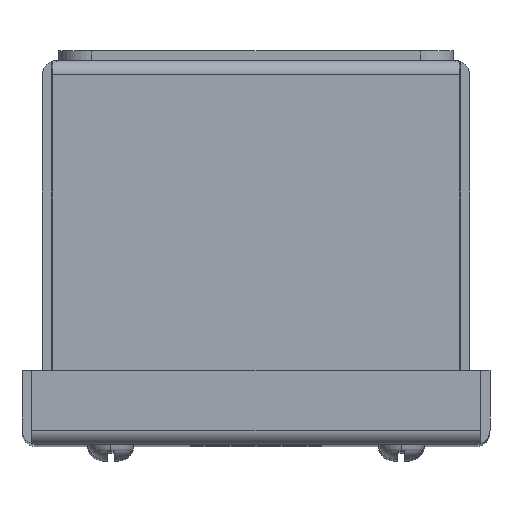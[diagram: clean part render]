
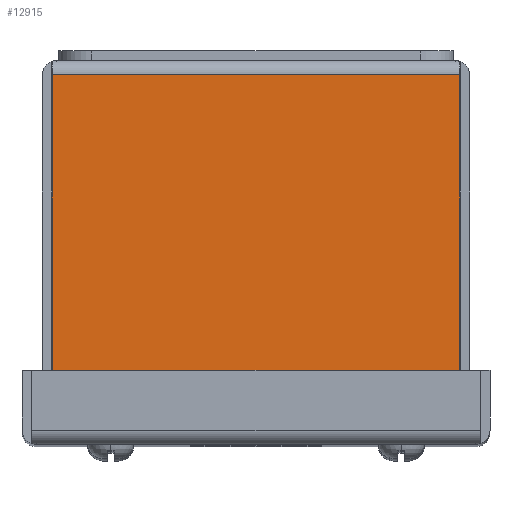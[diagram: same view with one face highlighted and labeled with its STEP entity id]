
A CAD part, top view. The second image highlights one B-rep face of the part: STEP entity #12915.
In plain terms, the highlighted planar face has unit normal (0, 0, 1).
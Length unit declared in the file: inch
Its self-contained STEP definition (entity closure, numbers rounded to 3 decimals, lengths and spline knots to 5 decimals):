
#225 = CARTESIAN_POINT ( 'NONE',  ( -1.55221, -0.108, 5.125 ) ) ;
#549 = ORIENTED_EDGE ( 'NONE', *, *, #2481, .F. ) ;
#858 = CARTESIAN_POINT ( 'NONE',  ( -1.55221, -2.642, 5.125 ) ) ;
#1318 = CARTESIAN_POINT ( 'NONE',  ( 10.781, 0., 5.125 ) ) ;
#1603 = ORIENTED_EDGE ( 'NONE', *, *, #9088, .T. ) ;
#2075 = CARTESIAN_POINT ( 'NONE',  ( 1.55221, -0.108, 5.125 ) ) ;
#2481 = EDGE_CURVE ( 'NONE', #9392, #5069, #7228, .T. ) ;
#2519 = EDGE_LOOP ( 'NONE', ( #10374, #11490, #549, #1603 ) ) ;
#3719 = DIRECTION ( 'NONE',  ( -1., 0., 0. ) ) ;
#3830 = DIRECTION ( 'NONE',  ( 0., -1., 0. ) ) ;
#4212 = LINE ( 'NONE', #5654, #8526 ) ;
#4577 = AXIS2_PLACEMENT_3D ( 'NONE', #1318, #5940, #9657 ) ;
#4842 = LINE ( 'NONE', #14578, #10922 ) ;
#5053 = PLANE ( 'NONE',  #4577 ) ;
#5069 = VERTEX_POINT ( 'NONE', #2075 ) ;
#5654 = CARTESIAN_POINT ( 'NONE',  ( 1.55221, 39.37008, 5.125 ) ) ;
#5940 = DIRECTION ( 'NONE',  ( 0., 0., -1. ) ) ;
#6696 = EDGE_CURVE ( 'NONE', #5069, #8952, #4212, .T. ) ;
#6807 = VECTOR ( 'NONE', #13168, 39.37008 ) ;
#7228 = LINE ( 'NONE', #9454, #6807 ) ;
#8391 = VECTOR ( 'NONE', #3830, 39.37008 ) ;
#8526 = VECTOR ( 'NONE', #9128, 39.37008 ) ;
#8613 = FACE_OUTER_BOUND ( 'NONE', #2519, .T. ) ;
#8952 = VERTEX_POINT ( 'NONE', #10892 ) ;
#9088 = EDGE_CURVE ( 'NONE', #9392, #12823, #11570, .T. ) ;
#9128 = DIRECTION ( 'NONE',  ( 0., -1., 0. ) ) ;
#9392 = VERTEX_POINT ( 'NONE', #225 ) ;
#9454 = CARTESIAN_POINT ( 'NONE',  ( -1.517, -0.108, 5.125 ) ) ;
#9657 = DIRECTION ( 'NONE',  ( -1., 0., 0. ) ) ;
#10374 = ORIENTED_EDGE ( 'NONE', *, *, #13745, .F. ) ;
#10892 = CARTESIAN_POINT ( 'NONE',  ( 1.55221, -2.642, 5.125 ) ) ;
#10922 = VECTOR ( 'NONE', #3719, 39.37008 ) ;
#11217 = CARTESIAN_POINT ( 'NONE',  ( -1.55221, 39.37008, 5.125 ) ) ;
#11490 = ORIENTED_EDGE ( 'NONE', *, *, #6696, .F. ) ;
#11570 = LINE ( 'NONE', #11217, #8391 ) ;
#12823 = VERTEX_POINT ( 'NONE', #858 ) ;
#12915 = ADVANCED_FACE ( 'NONE', ( #8613 ), #5053, .F. ) ;
#13168 = DIRECTION ( 'NONE',  ( 1., 0., 0. ) ) ;
#13745 = EDGE_CURVE ( 'NONE', #8952, #12823, #4842, .T. ) ;
#14578 = CARTESIAN_POINT ( 'NONE',  ( -1.55221, -2.642, 5.125 ) ) ;
